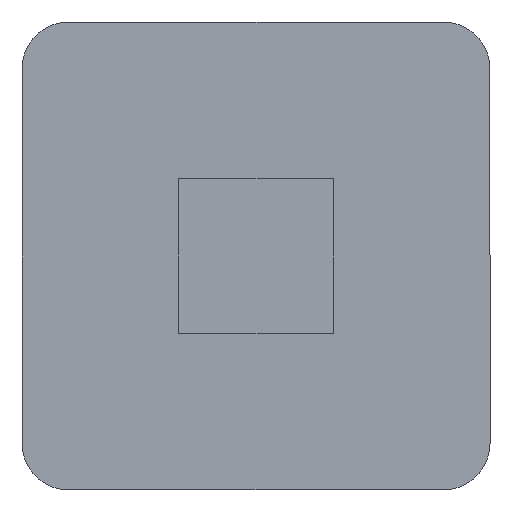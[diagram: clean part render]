
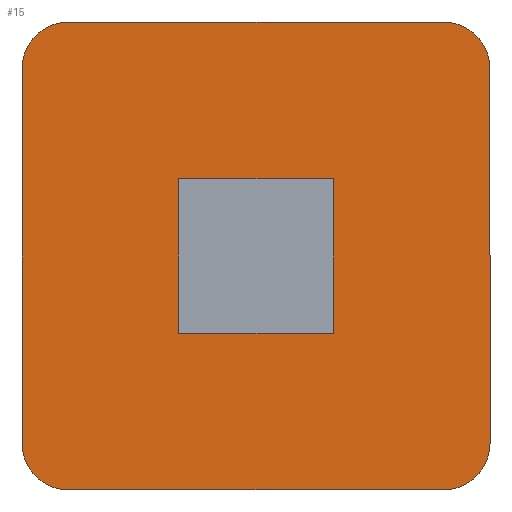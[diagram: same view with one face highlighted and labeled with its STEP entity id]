
A CAD part, front view. The second image highlights one B-rep face of the part: STEP entity #15.
In plain terms, the highlighted planar face has unit normal (0, -1, 0).
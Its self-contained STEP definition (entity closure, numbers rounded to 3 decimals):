
#5 = CARTESIAN_POINT ( 'NONE',  ( 5., 0., 5. ) ) ;
#6 = CARTESIAN_POINT ( 'NONE',  ( -5., 0., 4. ) ) ;
#15 = ADVANCED_FACE ( 'NONE', ( #580, #523 ), #37, .T. ) ;
#27 = CARTESIAN_POINT ( 'NONE',  ( -4., 0., -5. ) ) ;
#29 = VERTEX_POINT ( 'NONE', #437 ) ;
#35 = ORIENTED_EDGE ( 'NONE', *, *, #185, .T. ) ;
#36 = CARTESIAN_POINT ( 'NONE',  ( 5., 0., -5. ) ) ;
#37 = PLANE ( 'NONE',  #61 ) ;
#40 = DIRECTION ( 'NONE',  ( -1., 0., 0. ) ) ;
#46 = CARTESIAN_POINT ( 'NONE',  ( 0., 0., 0. ) ) ;
#48 = EDGE_CURVE ( 'NONE', #617, #624, #569, .T. ) ;
#49 = VECTOR ( 'NONE', #74, 1000. ) ;
#53 = EDGE_CURVE ( 'NONE', #441, #290, #483, .T. ) ;
#58 = DIRECTION ( 'NONE',  ( 0., 0., 1. ) ) ;
#59 = EDGE_CURVE ( 'NONE', #130, #173, #525, .T. ) ;
#61 = AXIS2_PLACEMENT_3D ( 'NONE', #46, #137, #340 ) ;
#62 = VERTEX_POINT ( 'NONE', #286 ) ;
#63 = AXIS2_PLACEMENT_3D ( 'NONE', #192, #630, #585 ) ;
#74 = DIRECTION ( 'NONE',  ( 1., 0., 0. ) ) ;
#79 = ORIENTED_EDGE ( 'NONE', *, *, #419, .F. ) ;
#93 = DIRECTION ( 'NONE',  ( 0., -1., 0. ) ) ;
#94 = ORIENTED_EDGE ( 'NONE', *, *, #115, .T. ) ;
#99 = LINE ( 'NONE', #5, #460 ) ;
#115 = EDGE_CURVE ( 'NONE', #441, #568, #614, .T. ) ;
#116 = CARTESIAN_POINT ( 'NONE',  ( -5., 0., -4. ) ) ;
#118 = VECTOR ( 'NONE', #481, 1000. ) ;
#125 = ORIENTED_EDGE ( 'NONE', *, *, #368, .F. ) ;
#127 = CARTESIAN_POINT ( 'NONE',  ( 1.65, 0., 1.65 ) ) ;
#130 = VERTEX_POINT ( 'NONE', #212 ) ;
#133 = DIRECTION ( 'NONE',  ( -1., 0., 0. ) ) ;
#137 = DIRECTION ( 'NONE',  ( 0., -1., 0. ) ) ;
#141 = LINE ( 'NONE', #378, #479 ) ;
#142 = DIRECTION ( 'NONE',  ( 0., 0., -1. ) ) ;
#151 = ORIENTED_EDGE ( 'NONE', *, *, #350, .F. ) ;
#160 = VECTOR ( 'NONE', #133, 1000. ) ;
#165 = LINE ( 'NONE', #414, #230 ) ;
#169 = LINE ( 'NONE', #511, #49 ) ;
#173 = VERTEX_POINT ( 'NONE', #293 ) ;
#182 = CARTESIAN_POINT ( 'NONE',  ( 5., 0., -5. ) ) ;
#185 = EDGE_CURVE ( 'NONE', #319, #290, #312, .T. ) ;
#192 = CARTESIAN_POINT ( 'NONE',  ( -4., 0., 4. ) ) ;
#212 = CARTESIAN_POINT ( 'NONE',  ( -1.65, 0., 1.65 ) ) ;
#230 = VECTOR ( 'NONE', #361, 1000. ) ;
#241 = ORIENTED_EDGE ( 'NONE', *, *, #53, .F. ) ;
#246 = VERTEX_POINT ( 'NONE', #6 ) ;
#258 = EDGE_LOOP ( 'NONE', ( #79, #406, #321, #498, #325, #35, #241, #94 ) ) ;
#284 = CARTESIAN_POINT ( 'NONE',  ( -1.65, 0., 1.65 ) ) ;
#286 = CARTESIAN_POINT ( 'NONE',  ( 1.65, 0., -1.65 ) ) ;
#290 = VERTEX_POINT ( 'NONE', #27 ) ;
#292 = AXIS2_PLACEMENT_3D ( 'NONE', #586, #93, #142 ) ;
#293 = CARTESIAN_POINT ( 'NONE',  ( -1.65, 0., -1.65 ) ) ;
#312 = CIRCLE ( 'NONE', #581, 1. ) ;
#319 = VERTEX_POINT ( 'NONE', #116 ) ;
#321 = ORIENTED_EDGE ( 'NONE', *, *, #592, .F. ) ;
#325 = ORIENTED_EDGE ( 'NONE', *, *, #618, .F. ) ;
#340 = DIRECTION ( 'NONE',  ( 0., 0., -1. ) ) ;
#342 = CARTESIAN_POINT ( 'NONE',  ( 5., 0., 4. ) ) ;
#350 = EDGE_CURVE ( 'NONE', #62, #399, #165, .T. ) ;
#355 = CARTESIAN_POINT ( 'NONE',  ( 5., 0., -4. ) ) ;
#361 = DIRECTION ( 'NONE',  ( 0., 0., 1. ) ) ;
#368 = EDGE_CURVE ( 'NONE', #173, #62, #169, .T. ) ;
#370 = ORIENTED_EDGE ( 'NONE', *, *, #505, .F. ) ;
#378 = CARTESIAN_POINT ( 'NONE',  ( 1.65, 0., 1.65 ) ) ;
#391 = CARTESIAN_POINT ( 'NONE',  ( 4., 0., 4. ) ) ;
#398 = VECTOR ( 'NONE', #436, 1000. ) ;
#399 = VERTEX_POINT ( 'NONE', #127 ) ;
#406 = ORIENTED_EDGE ( 'NONE', *, *, #48, .T. ) ;
#414 = CARTESIAN_POINT ( 'NONE',  ( 1.65, 0., 1.65 ) ) ;
#419 = EDGE_CURVE ( 'NONE', #617, #568, #579, .T. ) ;
#433 = EDGE_CURVE ( 'NONE', #29, #246, #468, .T. ) ;
#436 = DIRECTION ( 'NONE',  ( 0., 0., -1. ) ) ;
#437 = CARTESIAN_POINT ( 'NONE',  ( -4., 0., 5. ) ) ;
#441 = VERTEX_POINT ( 'NONE', #567 ) ;
#447 = VECTOR ( 'NONE', #58, 1000. ) ;
#451 = CARTESIAN_POINT ( 'NONE',  ( 4., 0., 5. ) ) ;
#452 = DIRECTION ( 'NONE',  ( 0., 0., -1. ) ) ;
#460 = VECTOR ( 'NONE', #499, 1000. ) ;
#468 = CIRCLE ( 'NONE', #63, 1. ) ;
#472 = ORIENTED_EDGE ( 'NONE', *, *, #59, .F. ) ;
#479 = VECTOR ( 'NONE', #40, 1000. ) ;
#481 = DIRECTION ( 'NONE',  ( 0., 0., -1. ) ) ;
#483 = LINE ( 'NONE', #182, #160 ) ;
#496 = CARTESIAN_POINT ( 'NONE',  ( -5., 0., -5. ) ) ;
#498 = ORIENTED_EDGE ( 'NONE', *, *, #433, .T. ) ;
#499 = DIRECTION ( 'NONE',  ( 1., 0., 0. ) ) ;
#505 = EDGE_CURVE ( 'NONE', #399, #130, #141, .T. ) ;
#511 = CARTESIAN_POINT ( 'NONE',  ( 1.65, 0., -1.65 ) ) ;
#523 = FACE_OUTER_BOUND ( 'NONE', #258, .T. ) ;
#525 = LINE ( 'NONE', #284, #118 ) ;
#530 = DIRECTION ( 'NONE',  ( 0., 0., -1. ) ) ;
#536 = DIRECTION ( 'NONE',  ( 0., -1., 0. ) ) ;
#540 = LINE ( 'NONE', #496, #447 ) ;
#549 = EDGE_LOOP ( 'NONE', ( #472, #370, #151, #125 ) ) ;
#558 = DIRECTION ( 'NONE',  ( 0., -1., 0. ) ) ;
#567 = CARTESIAN_POINT ( 'NONE',  ( 4., 0., -5. ) ) ;
#568 = VERTEX_POINT ( 'NONE', #355 ) ;
#569 = CIRCLE ( 'NONE', #596, 1. ) ;
#579 = LINE ( 'NONE', #36, #398 ) ;
#580 = FACE_BOUND ( 'NONE', #549, .T. ) ;
#581 = AXIS2_PLACEMENT_3D ( 'NONE', #610, #558, #452 ) ;
#585 = DIRECTION ( 'NONE',  ( 0., 0., -1. ) ) ;
#586 = CARTESIAN_POINT ( 'NONE',  ( 4., 0., -4. ) ) ;
#592 = EDGE_CURVE ( 'NONE', #29, #624, #99, .T. ) ;
#596 = AXIS2_PLACEMENT_3D ( 'NONE', #391, #536, #530 ) ;
#610 = CARTESIAN_POINT ( 'NONE',  ( -4., 0., -4. ) ) ;
#614 = CIRCLE ( 'NONE', #292, 1. ) ;
#617 = VERTEX_POINT ( 'NONE', #342 ) ;
#618 = EDGE_CURVE ( 'NONE', #319, #246, #540, .T. ) ;
#624 = VERTEX_POINT ( 'NONE', #451 ) ;
#630 = DIRECTION ( 'NONE',  ( 0., -1., 0. ) ) ;
